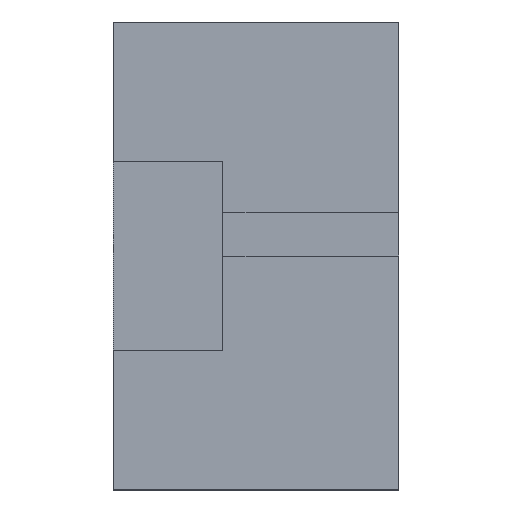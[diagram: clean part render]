
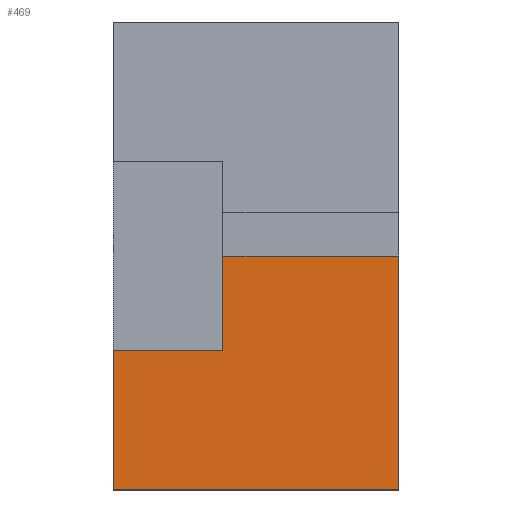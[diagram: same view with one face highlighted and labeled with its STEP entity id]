
A CAD part, left-side view. The second image highlights one B-rep face of the part: STEP entity #469.
In plain terms, the highlighted planar face has unit normal (-1, 0, 0).
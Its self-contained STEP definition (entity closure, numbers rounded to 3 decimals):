
#71 = DIRECTION ( 'NONE',  ( 1., 0., 0. ) ) ;
#97 = ORIENTED_EDGE ( 'NONE', *, *, #847, .T. ) ;
#102 = LINE ( 'NONE', #1392, #329 ) ;
#127 = DIRECTION ( 'NONE',  ( 0., 0., 1. ) ) ;
#194 = CARTESIAN_POINT ( 'NONE',  ( -51., 0., 0. ) ) ;
#200 = EDGE_CURVE ( 'NONE', #1194, #397, #102, .T. ) ;
#297 = VERTEX_POINT ( 'NONE', #394 ) ;
#318 = VECTOR ( 'NONE', #495, 1000. ) ;
#329 = VECTOR ( 'NONE', #576, 1000. ) ;
#349 = ORIENTED_EDGE ( 'NONE', *, *, #200, .F. ) ;
#394 = CARTESIAN_POINT ( 'NONE',  ( -51., 25., 0. ) ) ;
#397 = VERTEX_POINT ( 'NONE', #1356 ) ;
#400 = LINE ( 'NONE', #618, #318 ) ;
#408 = VECTOR ( 'NONE', #552, 1000. ) ;
#432 = CARTESIAN_POINT ( 'NONE',  ( -51., 0., 20.5 ) ) ;
#467 = VECTOR ( 'NONE', #1352, 1000. ) ;
#469 = ADVANCED_FACE ( 'NONE', ( #1117 ), #664, .F. ) ;
#495 = DIRECTION ( 'NONE',  ( 0., 0., 1. ) ) ;
#520 = ORIENTED_EDGE ( 'NONE', *, *, #697, .T. ) ;
#552 = DIRECTION ( 'NONE',  ( 0., 0., 1. ) ) ;
#560 = DIRECTION ( 'NONE',  ( 0., 0., -1. ) ) ;
#576 = DIRECTION ( 'NONE',  ( 0., -1., 0. ) ) ;
#614 = EDGE_LOOP ( 'NONE', ( #1325, #920, #349, #1138, #97, #520 ) ) ;
#618 = CARTESIAN_POINT ( 'NONE',  ( -51., 0., 0. ) ) ;
#664 = PLANE ( 'NONE',  #992 ) ;
#697 = EDGE_CURVE ( 'NONE', #1505, #1158, #400, .T. ) ;
#766 = DIRECTION ( 'NONE',  ( 0., -1., 0. ) ) ;
#798 = VECTOR ( 'NONE', #127, 1000. ) ;
#812 = CARTESIAN_POINT ( 'NONE',  ( -51., 0., 20.5 ) ) ;
#827 = CARTESIAN_POINT ( 'NONE',  ( -51., 15.4, 12.25 ) ) ;
#847 = EDGE_CURVE ( 'NONE', #297, #1505, #1344, .T. ) ;
#878 = CARTESIAN_POINT ( 'NONE',  ( -51., 2., 0. ) ) ;
#895 = CARTESIAN_POINT ( 'NONE',  ( -51., 25., 0. ) ) ;
#908 = CARTESIAN_POINT ( 'NONE',  ( -51., 2., 0. ) ) ;
#920 = ORIENTED_EDGE ( 'NONE', *, *, #1200, .F. ) ;
#992 = AXIS2_PLACEMENT_3D ( 'NONE', #878, #71, #560 ) ;
#1068 = CARTESIAN_POINT ( 'NONE',  ( -51., 25., 12.25 ) ) ;
#1074 = VECTOR ( 'NONE', #766, 1000. ) ;
#1105 = VERTEX_POINT ( 'NONE', #1480 ) ;
#1117 = FACE_OUTER_BOUND ( 'NONE', #614, .T. ) ;
#1133 = EDGE_CURVE ( 'NONE', #1105, #1158, #1462, .T. ) ;
#1138 = ORIENTED_EDGE ( 'NONE', *, *, #1478, .F. ) ;
#1158 = VERTEX_POINT ( 'NONE', #812 ) ;
#1194 = VERTEX_POINT ( 'NONE', #1068 ) ;
#1200 = EDGE_CURVE ( 'NONE', #397, #1105, #1402, .T. ) ;
#1325 = ORIENTED_EDGE ( 'NONE', *, *, #1133, .F. ) ;
#1344 = LINE ( 'NONE', #908, #1074 ) ;
#1352 = DIRECTION ( 'NONE',  ( 0., -1., 0. ) ) ;
#1356 = CARTESIAN_POINT ( 'NONE',  ( -51., 15.4, 12.25 ) ) ;
#1392 = CARTESIAN_POINT ( 'NONE',  ( -51., 25., 12.25 ) ) ;
#1402 = LINE ( 'NONE', #827, #798 ) ;
#1451 = LINE ( 'NONE', #895, #408 ) ;
#1462 = LINE ( 'NONE', #432, #467 ) ;
#1478 = EDGE_CURVE ( 'NONE', #297, #1194, #1451, .T. ) ;
#1480 = CARTESIAN_POINT ( 'NONE',  ( -51., 15.4, 20.5 ) ) ;
#1505 = VERTEX_POINT ( 'NONE', #194 ) ;
